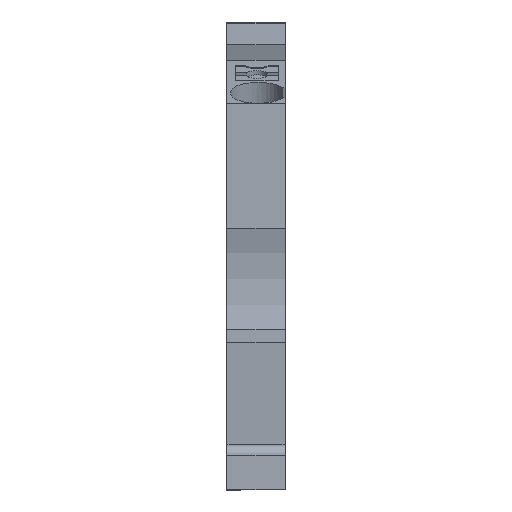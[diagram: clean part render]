
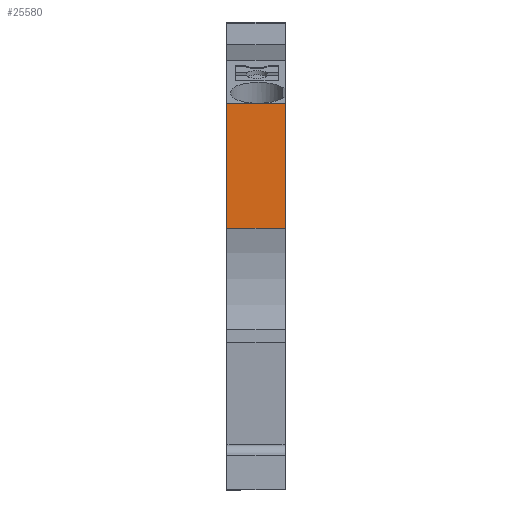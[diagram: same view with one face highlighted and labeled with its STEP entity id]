
A CAD part, front view. The second image highlights one B-rep face of the part: STEP entity #25580.
In plain terms, the highlighted face is planar.
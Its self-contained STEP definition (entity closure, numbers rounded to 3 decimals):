
#25190=CARTESIAN_POINT('',(-42.9,26.172,0.)
);
#25200=DIRECTION('',(-1.,0.,0.));
#25210=DIRECTION('',(0.,1.,0.));
#25220=AXIS2_PLACEMENT_3D('',#25190,#25200,#25210);
#25230=PLANE('',#25220);
#25240=CARTESIAN_POINT('',(-42.9,28.263,0.)
);
#25250=DIRECTION('',(0.,0.,-1.));
#25260=VECTOR('',#25250,1.);
#25270=LINE('',#25240,#25260);
#25280=CARTESIAN_POINT('',(-42.9,28.263,0.))
;
#25290=VERTEX_POINT('',#25280);
#25300=CARTESIAN_POINT('',(-42.9,28.263,-5.15));
#25310=VERTEX_POINT('',#25300);
#25320=EDGE_CURVE('',#25290,#25310,#25270,.T.);
#25330=ORIENTED_EDGE('',*,*,#25320,.T.);
#25340=CARTESIAN_POINT('',(-42.9,0.,
0.));
#25350=DIRECTION('',(0.,1.,0.));
#25360=VECTOR('',#25350,1.);
#25370=LINE('',#25340,#25360);
#25380=CARTESIAN_POINT('',(-42.9,17.2,0.))
;
#25390=VERTEX_POINT('',#25380);
#25400=EDGE_CURVE('',#25390,#25290,#25370,.T.);
#25410=ORIENTED_EDGE('',*,*,#25400,.T.);
#25420=CARTESIAN_POINT('',(-42.9,17.2,0.)
);
#25430=DIRECTION('',(0.,0.,1.));
#25440=VECTOR('',#25430,1.);
#25450=LINE('',#25420,#25440);
#25460=CARTESIAN_POINT('',(-42.9,17.2,-5.15));
#25470=VERTEX_POINT('',#25460);
#25480=EDGE_CURVE('',#25470,#25390,#25450,.T.);
#25490=ORIENTED_EDGE('',*,*,#25480,.T.);
#25500=CARTESIAN_POINT('',(-42.9,0.,-5.15)
);
#25510=DIRECTION('',(0.,-1.,0.));
#25520=VECTOR('',#25510,1.);
#25530=LINE('',#25500,#25520);
#25540=EDGE_CURVE('',#25310,#25470,#25530,.T.);
#25550=ORIENTED_EDGE('',*,*,#25540,.T.);
#25560=EDGE_LOOP('',(#25550,#25490,#25410,#25330));
#25570=FACE_OUTER_BOUND('',#25560,.T.);
#25580=ADVANCED_FACE('',(#25570),#25230,.T.);
